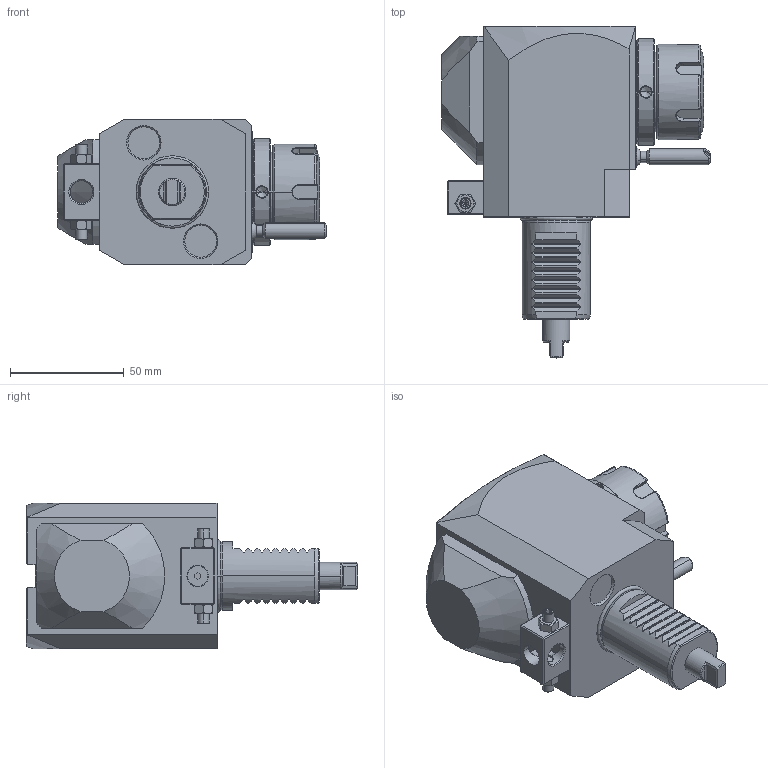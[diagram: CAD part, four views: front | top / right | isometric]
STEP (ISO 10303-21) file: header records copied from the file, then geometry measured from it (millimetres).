
FILE_DESCRIPTION((''),'2;1');
FILE_NAME('NGT1_30_221_25_2_3_55','2023-01-26T',('vali'),('NOVA GRUP'),'PRO/ENGINEER BY PARAMETRIC TECHNOLOGY CORPORATION, 2010280','PRO/ENGINEER BY PARAMETRIC TECHNOLOGY CORPORATION, 2010280','');
FILE_SCHEMA(('CONFIG_CONTROL_DESIGN'));
Length unit declared in the file: millimetre
Products named in the file (1): NGT1_30_221_25_2_3_55
Bounding box: 118.33 x 146 x 64 mm (x, y, z)
Volume: 452933 mm3; surface area: 46575.3 mm2
Topology: 1 solids, 1 shells, 458 faces, 1167 edges, 718 vertices
Faces by surface type: plane 220, cylinder 88, cone 78, bspline 56, torus 14, sphere 2
Entity records: 19074 total; most frequent: CARTESIAN_POINT 8796, ORIENTED_EDGE 2294, DIRECTION 1824, EDGE_CURVE 1147, VERTEX_POINT 718, AXIS2_PLACEMENT_3D 616, VECTOR 592, LINE 592
